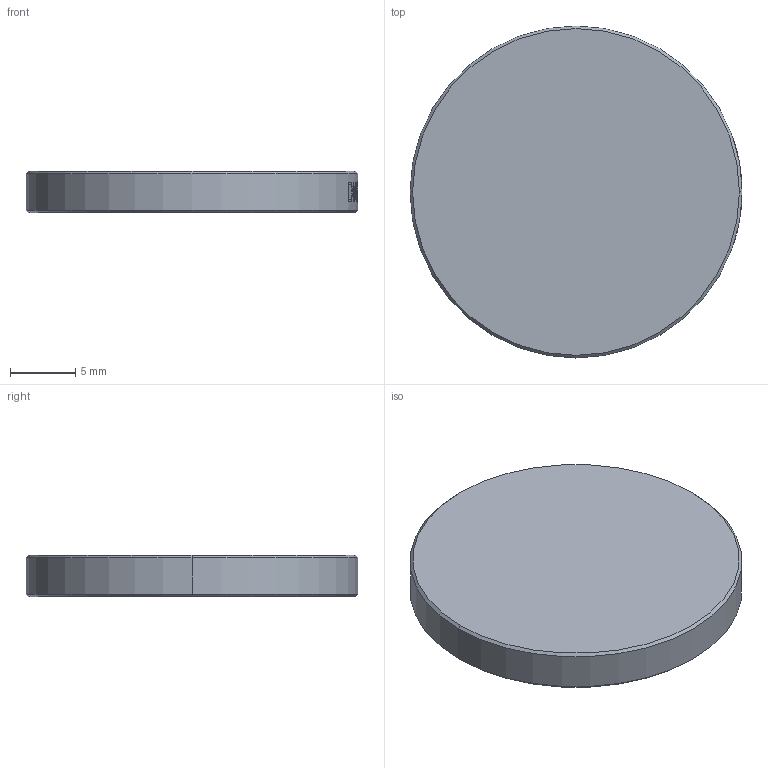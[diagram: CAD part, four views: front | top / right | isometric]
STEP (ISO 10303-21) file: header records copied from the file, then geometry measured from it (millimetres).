
FILE_DESCRIPTION (( 'STEP AP203' ), '1' );
FILE_NAME ('TTN045148-E0W.STEP', '2018-03-26T19:57:43', ( 'admin' ), ( '' ), 'SwSTEP 2.0', 'SolidWorks 2016', '' );
FILE_SCHEMA (( 'CONFIG_CONTROL_DESIGN' ));
Length unit declared in the file: millimetre
Products named in the file (1): TTN045148-E0W
Bounding box: 25.4 x 25.4 x 3.2 mm (x, y, z)
Volume: 1618 mm3; surface area: 1249.9 mm2
Topology: 1 solids, 1 shells, 19 faces, 123 edges, 116 vertices
Faces by surface type: cylinder 13, cone 4, plane 2
Entity records: 2381 total; most frequent: CARTESIAN_POINT 1408, ORIENTED_EDGE 246, EDGE_CURVE 123, DIRECTION 118, VERTEX_POINT 116, B_SPLINE_CURVE_WITH_KNOTS 73, AXIS2_PLACEMENT_3D 48, EDGE_LOOP 29
